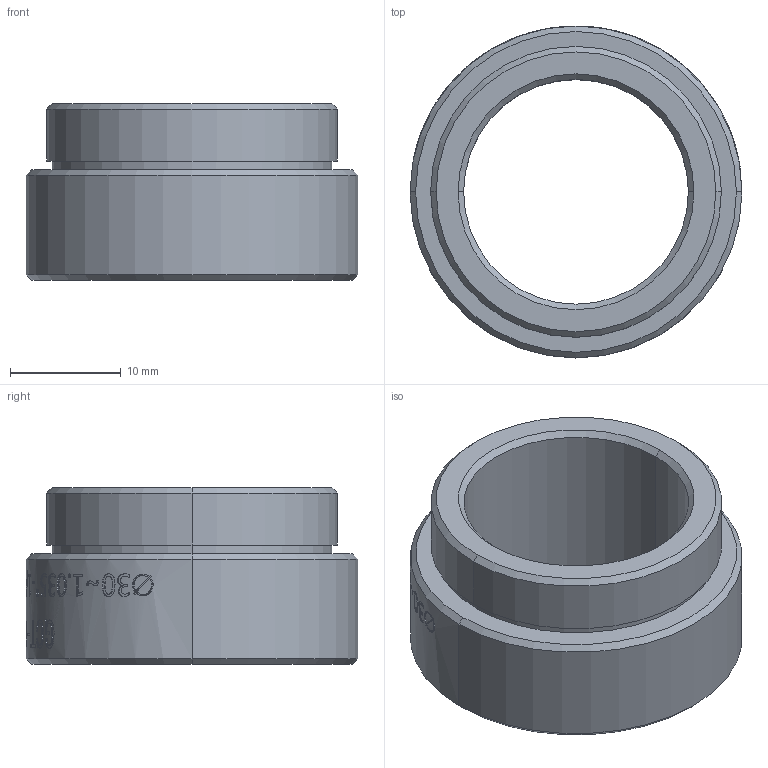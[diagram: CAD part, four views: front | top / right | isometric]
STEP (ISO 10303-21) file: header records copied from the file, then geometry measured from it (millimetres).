
FILE_DESCRIPTION (( 'STEP AP203' ), '1' );
FILE_NAME ('GCT-031007.STEP', '2018-03-01T06:48:41', ( 'china' ), ( 'china' ), 'SwSTEP 2.0', 'SolidWorks 2015', '' );
FILE_SCHEMA (( 'CONFIG_CONTROL_DESIGN' ));
Length unit declared in the file: millimetre
Products named in the file (1): GCT-031007
Bounding box: 30 x 30 x 16 mm (x, y, z)
Volume: 5052.1 mm3; surface area: 3215.5 mm2
Topology: 1 solids, 1 shells, 452 faces, 1166 edges, 774 vertices
Faces by surface type: bspline 235, plane 143, cylinder 64, cone 10
Entity records: 42762 total; most frequent: CARTESIAN_POINT 33695, ORIENTED_EDGE 2332, EDGE_CURVE 1166, DIRECTION 1009, VERTEX_POINT 774, B_SPLINE_CURVE_WITH_KNOTS 773, EDGE_LOOP 512, FACE_OUTER_BOUND 452
